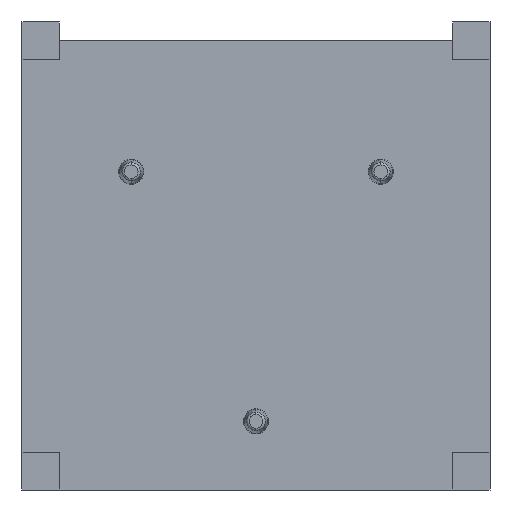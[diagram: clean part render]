
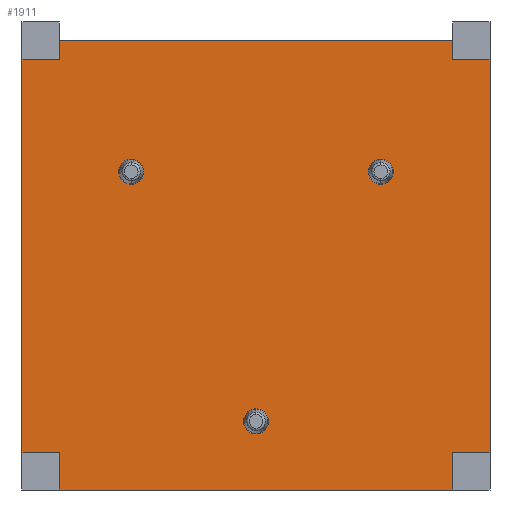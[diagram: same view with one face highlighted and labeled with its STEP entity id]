
A CAD part, front view. The second image highlights one B-rep face of the part: STEP entity #1911.
In plain terms, the highlighted planar face has unit normal (0, -1, 0).
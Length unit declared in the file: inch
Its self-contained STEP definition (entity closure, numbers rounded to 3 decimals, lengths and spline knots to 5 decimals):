
#15 = EDGE_CURVE ( 'NONE', #1886, #2210, #100, .T. ) ;
#26 = VERTEX_POINT ( 'NONE', #2001 ) ;
#31 = ORIENTED_EDGE ( 'NONE', *, *, #2252, .F. ) ;
#69 = LINE ( 'NONE', #714, #1835 ) ;
#100 = LINE ( 'NONE', #1257, #1981 ) ;
#115 = ORIENTED_EDGE ( 'NONE', *, *, #1187, .T. ) ;
#139 = CARTESIAN_POINT ( 'NONE',  ( 0.1575, 0.015, -0.1875 ) ) ;
#170 = LINE ( 'NONE', #798, #528 ) ;
#186 = ORIENTED_EDGE ( 'NONE', *, *, #1863, .F. ) ;
#209 = DIRECTION ( 'NONE',  ( 0., 0., 1. ) ) ;
#248 = VECTOR ( 'NONE', #1744, 39.37008 ) ;
#269 = DIRECTION ( 'NONE',  ( 0., 0., 1. ) ) ;
#272 = CARTESIAN_POINT ( 'NONE',  ( -0.1875, 0.015, -0.1575 ) ) ;
#286 = VECTOR ( 'NONE', #1425, 39.37008 ) ;
#295 = ORIENTED_EDGE ( 'NONE', *, *, #2290, .T. ) ;
#297 = CARTESIAN_POINT ( 'NONE',  ( 0.1875, 0.015, 0.1575 ) ) ;
#328 = EDGE_CURVE ( 'NONE', #1565, #450, #469, .T. ) ;
#354 = LINE ( 'NONE', #1403, #482 ) ;
#358 = LINE ( 'NONE', #1950, #589 ) ;
#382 = CARTESIAN_POINT ( 'NONE',  ( 0.1575, 0.015, -0.1875 ) ) ;
#398 = ORIENTED_EDGE ( 'NONE', *, *, #328, .F. ) ;
#450 = VERTEX_POINT ( 'NONE', #1198 ) ;
#469 = LINE ( 'NONE', #272, #1859 ) ;
#482 = VECTOR ( 'NONE', #678, 39.37008 ) ;
#502 = PLANE ( 'NONE',  #1056 ) ;
#515 = ORIENTED_EDGE ( 'NONE', *, *, #1448, .F. ) ;
#528 = VECTOR ( 'NONE', #269, 39.37008 ) ;
#577 = VERTEX_POINT ( 'NONE', #777 ) ;
#589 = VECTOR ( 'NONE', #1597, 39.37008 ) ;
#606 = LINE ( 'NONE', #912, #1268 ) ;
#640 = EDGE_CURVE ( 'NONE', #26, #1469, #170, .T. ) ;
#660 = VERTEX_POINT ( 'NONE', #1888 ) ;
#670 = CARTESIAN_POINT ( 'NONE',  ( 0.1575, 0.015, -0.1575 ) ) ;
#674 = DIRECTION ( 'NONE',  ( 0., -1., 0. ) ) ;
#678 = DIRECTION ( 'NONE',  ( 1., 0., 0. ) ) ;
#714 = CARTESIAN_POINT ( 'NONE',  ( -0.1575, 0.015, -0.1875 ) ) ;
#777 = CARTESIAN_POINT ( 'NONE',  ( 0.1575, 0.015, 0.1575 ) ) ;
#798 = CARTESIAN_POINT ( 'NONE',  ( -0.1575, 0.015, -0.1875 ) ) ;
#816 = LINE ( 'NONE', #2159, #286 ) ;
#830 = CARTESIAN_POINT ( 'NONE',  ( 0.1875, 0.015, -0.1575 ) ) ;
#902 = DIRECTION ( 'NONE',  ( -1., 0., 0. ) ) ;
#912 = CARTESIAN_POINT ( 'NONE',  ( -0.1875, 0.015, 0.1575 ) ) ;
#928 = EDGE_CURVE ( 'NONE', #1193, #1759, #816, .T. ) ;
#978 = ORIENTED_EDGE ( 'NONE', *, *, #640, .F. ) ;
#1005 = DIRECTION ( 'NONE',  ( 0., 0., 1. ) ) ;
#1056 = AXIS2_PLACEMENT_3D ( 'NONE', #1772, #674, #1133 ) ;
#1089 = DIRECTION ( 'NONE',  ( 0., 0., 1. ) ) ;
#1104 = CARTESIAN_POINT ( 'NONE',  ( -0.1875, 0.015, -0.1575 ) ) ;
#1108 = ORIENTED_EDGE ( 'NONE', *, *, #15, .T. ) ;
#1114 = CARTESIAN_POINT ( 'NONE',  ( -0.1575, 0.015, 0.1575 ) ) ;
#1133 = DIRECTION ( 'NONE',  ( 0., 0., -1. ) ) ;
#1165 = DIRECTION ( 'NONE',  ( 0., 0., 1. ) ) ;
#1187 = EDGE_CURVE ( 'NONE', #2210, #660, #1348, .T. ) ;
#1193 = VERTEX_POINT ( 'NONE', #2300 ) ;
#1198 = CARTESIAN_POINT ( 'NONE',  ( -0.1875, 0.015, 0.1575 ) ) ;
#1203 = DIRECTION ( 'NONE',  ( 1., 0., 0. ) ) ;
#1228 = ORIENTED_EDGE ( 'NONE', *, *, #2225, .T. ) ;
#1257 = CARTESIAN_POINT ( 'NONE',  ( 0.1575, 0.015, -0.1875 ) ) ;
#1268 = VECTOR ( 'NONE', #1660, 39.37008 ) ;
#1273 = VECTOR ( 'NONE', #1005, 39.37008 ) ;
#1297 = LINE ( 'NONE', #830, #1273 ) ;
#1348 = LINE ( 'NONE', #1946, #248 ) ;
#1394 = EDGE_CURVE ( 'NONE', #1886, #26, #69, .T. ) ;
#1403 = CARTESIAN_POINT ( 'NONE',  ( -0.1875, 0.015, -0.1575 ) ) ;
#1425 = DIRECTION ( 'NONE',  ( 1., 0., 0. ) ) ;
#1448 = EDGE_CURVE ( 'NONE', #577, #2297, #606, .T. ) ;
#1462 = ORIENTED_EDGE ( 'NONE', *, *, #2321, .T. ) ;
#1469 = VERTEX_POINT ( 'NONE', #2205 ) ;
#1520 = CARTESIAN_POINT ( 'NONE',  ( -0.1875, 0.015, 0.1575 ) ) ;
#1559 = CARTESIAN_POINT ( 'NONE',  ( 0.1575, 0.015, 0.1725 ) ) ;
#1565 = VERTEX_POINT ( 'NONE', #1104 ) ;
#1592 = EDGE_LOOP ( 'NONE', ( #515, #1462, #2145, #186, #31, #398, #1228, #978, #1826, #1108, #115, #295 ) ) ;
#1597 = DIRECTION ( 'NONE',  ( 0., 0., 1. ) ) ;
#1660 = DIRECTION ( 'NONE',  ( 1., 0., 0. ) ) ;
#1680 = VECTOR ( 'NONE', #1203, 39.37008 ) ;
#1744 = DIRECTION ( 'NONE',  ( 1., 0., 0. ) ) ;
#1759 = VERTEX_POINT ( 'NONE', #1559 ) ;
#1772 = CARTESIAN_POINT ( 'NONE',  ( 0.1575, 0.015, 0.1575 ) ) ;
#1826 = ORIENTED_EDGE ( 'NONE', *, *, #1394, .F. ) ;
#1835 = VECTOR ( 'NONE', #902, 39.37008 ) ;
#1844 = VECTOR ( 'NONE', #209, 39.37008 ) ;
#1859 = VECTOR ( 'NONE', #1165, 39.37008 ) ;
#1863 = EDGE_CURVE ( 'NONE', #2346, #1193, #358, .T. ) ;
#1886 = VERTEX_POINT ( 'NONE', #139 ) ;
#1888 = CARTESIAN_POINT ( 'NONE',  ( 0.1875, 0.015, -0.1575 ) ) ;
#1911 = ADVANCED_FACE ( 'NONE', ( #2124 ), #502, .T. ) ;
#1946 = CARTESIAN_POINT ( 'NONE',  ( -0.1875, 0.015, -0.1575 ) ) ;
#1950 = CARTESIAN_POINT ( 'NONE',  ( -0.1575, 0.015, -0.1875 ) ) ;
#1981 = VECTOR ( 'NONE', #1089, 39.37008 ) ;
#1991 = LINE ( 'NONE', #1520, #1680 ) ;
#2001 = CARTESIAN_POINT ( 'NONE',  ( -0.1575, 0.015, -0.1875 ) ) ;
#2124 = FACE_OUTER_BOUND ( 'NONE', #1592, .T. ) ;
#2145 = ORIENTED_EDGE ( 'NONE', *, *, #928, .F. ) ;
#2148 = LINE ( 'NONE', #382, #1844 ) ;
#2159 = CARTESIAN_POINT ( 'NONE',  ( -0.1575, 0.015, 0.1725 ) ) ;
#2205 = CARTESIAN_POINT ( 'NONE',  ( -0.1575, 0.015, -0.1575 ) ) ;
#2210 = VERTEX_POINT ( 'NONE', #670 ) ;
#2225 = EDGE_CURVE ( 'NONE', #1565, #1469, #354, .T. ) ;
#2252 = EDGE_CURVE ( 'NONE', #450, #2346, #1991, .T. ) ;
#2290 = EDGE_CURVE ( 'NONE', #660, #2297, #1297, .T. ) ;
#2297 = VERTEX_POINT ( 'NONE', #297 ) ;
#2300 = CARTESIAN_POINT ( 'NONE',  ( -0.1575, 0.015, 0.1725 ) ) ;
#2321 = EDGE_CURVE ( 'NONE', #577, #1759, #2148, .T. ) ;
#2346 = VERTEX_POINT ( 'NONE', #1114 ) ;
